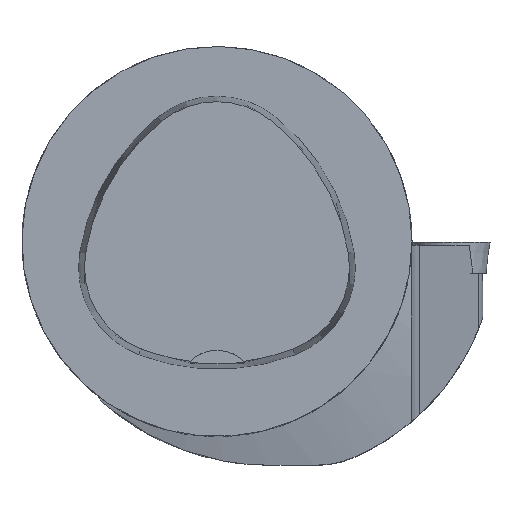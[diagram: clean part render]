
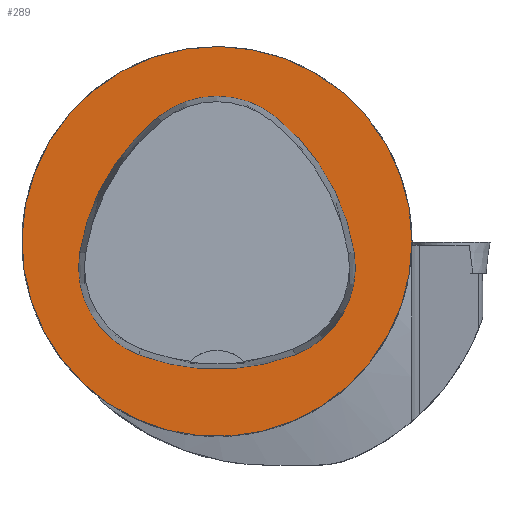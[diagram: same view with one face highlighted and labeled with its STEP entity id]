
A CAD part, top view. The second image highlights one B-rep face of the part: STEP entity #289.
In plain terms, the highlighted planar face has unit normal (0, 0, 1).
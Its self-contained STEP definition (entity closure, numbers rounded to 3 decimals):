
#289=ADVANCED_FACE('',(#372,#373),#328,.T.);
#328=PLANE('',#1088);
#372=FACE_BOUND('',#422,.T.);
#373=FACE_BOUND('',#423,.T.);
#422=EDGE_LOOP('',(#589,#590,#591,#592,#593,#594));
#423=EDGE_LOOP('',(#595));
#589=ORIENTED_EDGE('',*,*,#869,.F.);
#590=ORIENTED_EDGE('',*,*,#864,.F.);
#591=ORIENTED_EDGE('',*,*,#859,.F.);
#592=ORIENTED_EDGE('',*,*,#856,.F.);
#593=ORIENTED_EDGE('',*,*,#853,.F.);
#594=ORIENTED_EDGE('',*,*,#849,.F.);
#595=ORIENTED_EDGE('',*,*,#814,.T.);
#728=VERTEX_POINT('',#1613);
#755=VERTEX_POINT('',#1720);
#756=VERTEX_POINT('',#1721);
#759=VERTEX_POINT('',#1729);
#761=VERTEX_POINT('',#1735);
#763=VERTEX_POINT('',#1741);
#767=VERTEX_POINT('',#1754);
#814=EDGE_CURVE('',#728,#728,#904,.T.);
#849=EDGE_CURVE('',#755,#756,#911,.T.);
#853=EDGE_CURVE('',#756,#759,#913,.T.);
#856=EDGE_CURVE('',#759,#761,#915,.T.);
#859=EDGE_CURVE('',#761,#763,#917,.T.);
#864=EDGE_CURVE('',#763,#767,#920,.T.);
#869=EDGE_CURVE('',#767,#755,#923,.T.);
#904=CIRCLE('',#1043,25.);
#911=CIRCLE('',#1066,28.);
#913=CIRCLE('',#1069,12.);
#915=CIRCLE('',#1072,28.);
#917=CIRCLE('',#1075,12.);
#920=CIRCLE('',#1079,28.);
#923=CIRCLE('',#1083,12.);
#1043=AXIS2_PLACEMENT_3D('',#1612,#1211,#1212);
#1066=AXIS2_PLACEMENT_3D('',#1719,#1266,#1267);
#1069=AXIS2_PLACEMENT_3D('',#1728,#1274,#1275);
#1072=AXIS2_PLACEMENT_3D('',#1734,#1281,#1282);
#1075=AXIS2_PLACEMENT_3D('',#1740,#1288,#1289);
#1079=AXIS2_PLACEMENT_3D('',#1753,#1297,#1298);
#1083=AXIS2_PLACEMENT_3D('',#1766,#1306,#1307);
#1088=AXIS2_PLACEMENT_3D('',#1771,#1316,#1317);
#1211=DIRECTION('',(0.,0.,1.));
#1212=DIRECTION('',(1.,0.,0.));
#1266=DIRECTION('',(0.,0.,1.));
#1267=DIRECTION('',(1.,0.,0.));
#1274=DIRECTION('',(0.,0.,1.));
#1275=DIRECTION('',(1.,0.,0.));
#1281=DIRECTION('',(0.,0.,1.));
#1282=DIRECTION('',(1.,0.,0.));
#1288=DIRECTION('',(0.,0.,1.));
#1289=DIRECTION('',(1.,0.,0.));
#1297=DIRECTION('',(0.,0.,1.));
#1298=DIRECTION('',(1.,0.,0.));
#1306=DIRECTION('',(0.,0.,1.));
#1307=DIRECTION('',(1.,0.,0.));
#1316=DIRECTION('',(0.,0.,1.));
#1317=DIRECTION('',(-1.,0.,0.));
#1612=CARTESIAN_POINT('',(0.,0.,0.));
#1613=CARTESIAN_POINT('',(25.,0.,0.));
#1719=CARTESIAN_POINT('',(-10.068,-5.824,0.));
#1720=CARTESIAN_POINT('',(17.584,-1.424,0.));
#1721=CARTESIAN_POINT('',(7.531,15.953,0.));
#1728=CARTESIAN_POINT('',(-0.011,6.62,0.));
#1729=CARTESIAN_POINT('',(-7.567,15.942,0.));
#1734=CARTESIAN_POINT('',(10.063,-5.81,0.));
#1735=CARTESIAN_POINT('',(-17.59,-1.418,0.));
#1740=CARTESIAN_POINT('',(-5.739,-3.3,0.));
#1741=CARTESIAN_POINT('',(-10.05,-14.499,0.));
#1753=CARTESIAN_POINT('',(0.01,11.631,0.));
#1754=CARTESIAN_POINT('',(10.025,-14.516,0.));
#1766=CARTESIAN_POINT('',(5.733,-3.31,0.));
#1771=CARTESIAN_POINT('',(0.,0.,0.));
